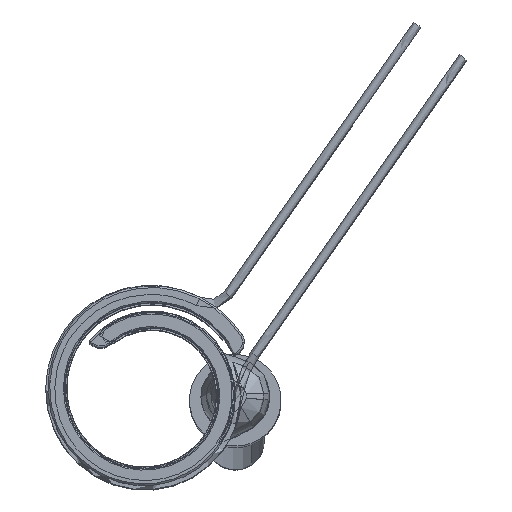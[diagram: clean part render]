
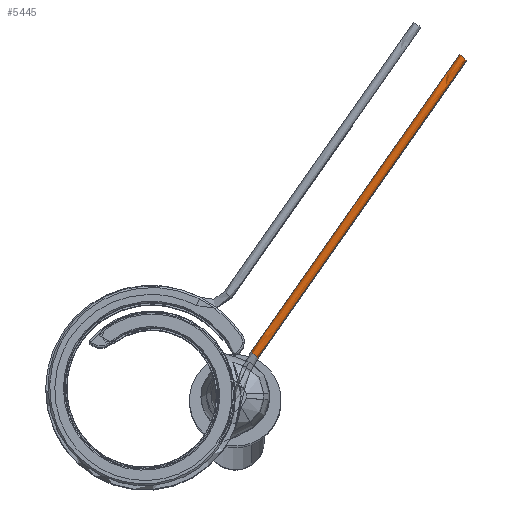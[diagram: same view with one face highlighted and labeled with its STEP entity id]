
A CAD part, top view. The second image highlights one B-rep face of the part: STEP entity #5445.
In plain terms, the highlighted free-form (B-spline) face has degree [3, 1] with [7, 2] control points.
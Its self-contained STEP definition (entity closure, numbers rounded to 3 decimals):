
#137 = CARTESIAN_POINT ( 'NONE',  ( 1.341, 9.926, 0.2 ) ) ;
#226 = CARTESIAN_POINT ( 'NONE',  ( 1.54, 1.986, 0. ) ) ;
#572 = CIRCLE ( 'NONE', #8177, 0.1 ) ;
#667 = CARTESIAN_POINT ( 'NONE',  ( 1.54, 1.986, 0. ) ) ;
#681 = DIRECTION ( 'NONE',  ( 0.118, 0.993, 0. ) ) ;
#772 = DIRECTION ( 'NONE',  ( -0.993, 0.118, 0. ) ) ;
#783 = CARTESIAN_POINT ( 'NONE',  ( 1.341, 2.009, 0. ) ) ;
#1016 = EDGE_CURVE ( 'NONE', #2078, #4483, #5254, .T. ) ;
#1286 = CARTESIAN_POINT ( 'NONE',  ( 1.54, 1.986, 0. ) ) ;
#1389 = EDGE_CURVE ( 'NONE', #7519, #8052, #1622, .T. ) ;
#1579 = CARTESIAN_POINT ( 'NONE',  ( 1.341, 9.926, 0. ) ) ;
#1622 = B_SPLINE_CURVE_WITH_KNOTS ( 'NONE', 1,
 ( #8104, #1579 ),
 .UNSPECIFIED., .F., .F.,
 ( 2, 2 ),
 ( 0., 1. ),
 .UNSPECIFIED. ) ;
#1685 = FACE_OUTER_BOUND ( 'NONE', #3523, .T. ) ;
#1983 = ORIENTED_EDGE ( 'NONE', *, *, #1016, .T. ) ;
#2078 = VERTEX_POINT ( 'NONE', #1286 ) ;
#2390 = CARTESIAN_POINT ( 'NONE',  ( 1.54, 9.903, 0. ) ) ;
#2663 = ORIENTED_EDGE ( 'NONE', *, *, #1389, .F. ) ;
#2871 = CARTESIAN_POINT ( 'NONE',  ( 1.54, 9.903, 0. ) ) ;
#2895 = CARTESIAN_POINT ( 'NONE',  ( 1.54, 9.903, 0. ) ) ;
#3017 = CARTESIAN_POINT ( 'NONE',  ( 1.54, 1.986, 0.2 ) ) ;
#3325 = CARTESIAN_POINT ( 'NONE',  ( 1.341, 2.009, 0. ) ) ;
#3523 = EDGE_LOOP ( 'NONE', ( #8740, #1983, #3796, #2663 ) ) ;
#3626 = EDGE_CURVE ( 'NONE', #8052, #4483, #572, .T. ) ;
#3792 = CARTESIAN_POINT ( 'NONE',  ( 1.341, 2.009, 0.2 ) ) ;
#3796 = ORIENTED_EDGE ( 'NONE', *, *, #3626, .F. ) ;
#3871 = CIRCLE ( 'NONE', #5240, 0.1 ) ;
#4463 = CARTESIAN_POINT ( 'NONE',  ( 1.341, 9.926, 0. ) ) ;
#4483 = VERTEX_POINT ( 'NONE', #2871 ) ;
#4604 = CARTESIAN_POINT ( 'NONE',  ( 1.341, 9.926, 0. ) ) ;
#4705 = EDGE_CURVE ( 'NONE', #7519, #2078, #3871, .T. ) ;
#5023 = CARTESIAN_POINT ( 'NONE',  ( 1.441, 1.997, 0. ) ) ;
#5216 = CARTESIAN_POINT ( 'NONE',  ( 1.341, 2.009, -0.2 ) ) ;
#5240 = AXIS2_PLACEMENT_3D ( 'NONE', #5023, #7927, #8021 ) ;
#5254 = B_SPLINE_CURVE_WITH_KNOTS ( 'NONE', 1,
 ( #667, #2895 ),
 .UNSPECIFIED., .F., .F.,
 ( 2, 2 ),
 ( 0., 1. ),
 .UNSPECIFIED. ) ;
#5445 = ADVANCED_FACE ( 'NONE', ( #1685 ), #8102, .T. ) ;
#5926 = CARTESIAN_POINT ( 'NONE',  ( 1.54, 1.986, -0.2 ) ) ;
#7059 = CARTESIAN_POINT ( 'NONE',  ( 1.341, 9.926, 0. ) ) ;
#7306 = CARTESIAN_POINT ( 'NONE',  ( 1.441, 9.915, 0. ) ) ;
#7411 = CARTESIAN_POINT ( 'NONE',  ( 1.341, 2.009, 0. ) ) ;
#7519 = VERTEX_POINT ( 'NONE', #3325 ) ;
#7927 = DIRECTION ( 'NONE',  ( 0.118, 0.993, 0. ) ) ;
#8021 = DIRECTION ( 'NONE',  ( -0.993, 0.118, 0. ) ) ;
#8052 = VERTEX_POINT ( 'NONE', #7059 ) ;
#8102 =( BOUNDED_SURFACE ( )  B_SPLINE_SURFACE ( 3, 1, ( 
 ( #783, #4463 ),
 ( #3792, #137 ),
 ( #3017, #8926 ),
 ( #226, #2390 ),
 ( #5926, #8836 ),
 ( #5216, #8117 ),
 ( #7411, #4604 ) ),
 .UNSPECIFIED., .T., .F., .T. ) 
 B_SPLINE_SURFACE_WITH_KNOTS ( ( 4, 3, 4 ),
 ( 2, 2 ),
 ( 0., 0.5, 1. ),
 ( 0., 1. ),
 .UNSPECIFIED. ) 
 GEOMETRIC_REPRESENTATION_ITEM ( )  RATIONAL_B_SPLINE_SURFACE ( (
 ( 1., 1.),
 ( 0.333, 0.333),
 ( 0.333, 0.333),
 ( 1., 1.),
 ( 0.333, 0.333),
 ( 0.333, 0.333),
 ( 1., 1.) ) ) 
 REPRESENTATION_ITEM ( '' )  SURFACE ( )  );
#8104 = CARTESIAN_POINT ( 'NONE',  ( 1.341, 2.009, 0. ) ) ;
#8117 = CARTESIAN_POINT ( 'NONE',  ( 1.341, 9.926, -0.2 ) ) ;
#8177 = AXIS2_PLACEMENT_3D ( 'NONE', #7306, #681, #772 ) ;
#8740 = ORIENTED_EDGE ( 'NONE', *, *, #4705, .T. ) ;
#8836 = CARTESIAN_POINT ( 'NONE',  ( 1.54, 9.903, -0.2 ) ) ;
#8926 = CARTESIAN_POINT ( 'NONE',  ( 1.54, 9.903, 0.2 ) ) ;
